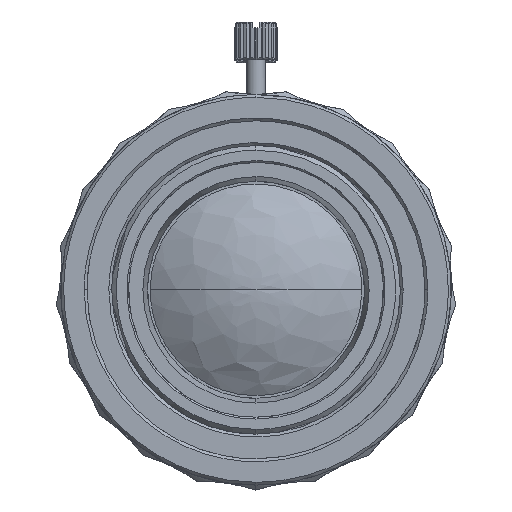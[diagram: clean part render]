
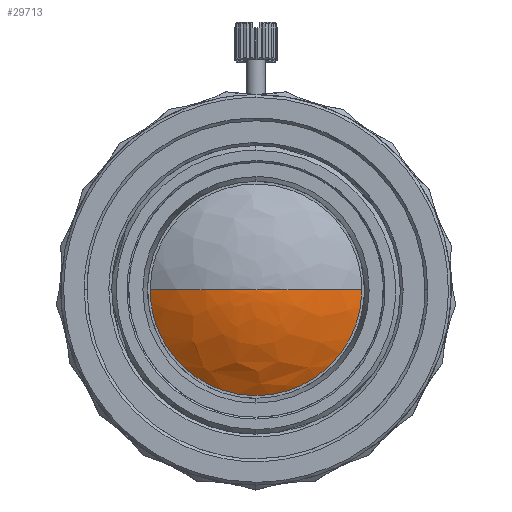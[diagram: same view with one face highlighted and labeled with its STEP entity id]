
A CAD part, left-side view. The second image highlights one B-rep face of the part: STEP entity #29713.
In plain terms, the highlighted free-form (B-spline) face has degree [3, 3] with [7, 4] control points.
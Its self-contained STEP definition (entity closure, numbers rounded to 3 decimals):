
#559 = VERTEX_POINT ( 'NONE', #33492 ) ;
#1089 = VERTEX_POINT ( 'NONE', #43687 ) ;
#1961 = CARTESIAN_POINT ( 'NONE',  ( -37.502, -11.284, 0. ) ) ;
#3738 = EDGE_CURVE ( 'NONE', #559, #57517, #5414, .T. ) ;
#4729 = CARTESIAN_POINT ( 'NONE',  ( -41.018, 0., 0. ) ) ;
#5414 =( BOUNDED_CURVE ( )  B_SPLINE_CURVE ( 3, ( #68128, #20078, #14754, #57879 ),
 .UNSPECIFIED., .F., .F. ) 
 B_SPLINE_CURVE_WITH_KNOTS ( ( 4, 4 ),
 ( 0.094, 1. ),
 .UNSPECIFIED. ) 
 CURVE ( )  GEOMETRIC_REPRESENTATION_ITEM ( )  RATIONAL_B_SPLINE_CURVE ( ( 0.991, 0.964, 0.967, 1. ) ) 
 REPRESENTATION_ITEM ( '' )  );
#6906 = CARTESIAN_POINT ( 'NONE',  ( -41.018, 4.029, -8.057 ) ) ;
#8294 = CARTESIAN_POINT ( 'NONE',  ( -39.829, 7.884, -15.769 ) ) ;
#9503 = EDGE_LOOP ( 'NONE', ( #37241, #21320, #17426 ) ) ;
#11854 = CARTESIAN_POINT ( 'NONE',  ( -41.018, 0., 0. ) ) ;
#12546 = CARTESIAN_POINT ( 'NONE',  ( -37.546, -11.219, 0. ) ) ;
#12895 = CARTESIAN_POINT ( 'NONE',  ( -41.018, 0., 0. ) ) ;
#14754 = CARTESIAN_POINT ( 'NONE',  ( -41.018, 4.029, 0. ) ) ;
#17426 = ORIENTED_EDGE ( 'NONE', *, *, #58679, .T. ) ;
#18905 = CARTESIAN_POINT ( 'NONE',  ( -37.479, -11.317, 0. ) ) ;
#19769 =( BOUNDED_CURVE ( )  B_SPLINE_CURVE ( 3, ( #48136, #26912, #31873, #31520 ),
 .UNSPECIFIED., .F., .F. ) 
 B_SPLINE_CURVE_WITH_KNOTS ( ( 4, 4 ),
 ( 0., 0.906 ),
 .UNSPECIFIED. ) 
 CURVE ( )  GEOMETRIC_REPRESENTATION_ITEM ( )  RATIONAL_B_SPLINE_CURVE ( ( 1., 0.967, 0.964, 0.991 ) ) 
 REPRESENTATION_ITEM ( '' )  );
#20078 = CARTESIAN_POINT ( 'NONE',  ( -39.829, 7.884, 0. ) ) ;
#21320 = ORIENTED_EDGE ( 'NONE', *, *, #3738, .T. ) ;
#23190 = CARTESIAN_POINT ( 'NONE',  ( -41.018, -4.029, 0. ) ) ;
#23519 = CARTESIAN_POINT ( 'NONE',  ( -41.018, 0., 0. ) ) ;
#26912 = CARTESIAN_POINT ( 'NONE',  ( -41.018, -4.029, 0. ) ) ;
#28814 = CARTESIAN_POINT ( 'NONE',  ( -37.524, 11.252, 0. ) ) ;
#29713 = ADVANCED_FACE ( 'NONE', ( #60284 ), #41139, .T. ) ;
#29865 = CARTESIAN_POINT ( 'NONE',  ( -37.546, 11.219, -22.439 ) ) ;
#31520 = CARTESIAN_POINT ( 'NONE',  ( -37.546, -11.219, 0. ) ) ;
#31873 = CARTESIAN_POINT ( 'NONE',  ( -39.829, -7.884, 0. ) ) ;
#31912 = EDGE_CURVE ( 'NONE', #1089, #559, #52483, .T. ) ;
#32904 = CARTESIAN_POINT ( 'NONE',  ( -37.546, -11.219, 0. ) ) ;
#33492 = CARTESIAN_POINT ( 'NONE',  ( -37.546, 11.219, 0. ) ) ;
#33768 = CARTESIAN_POINT ( 'NONE',  ( -39.829, 7.884, 0. ) ) ;
#34122 = CARTESIAN_POINT ( 'NONE',  ( -37.502, 11.284, -22.569 ) ) ;
#34464 = CARTESIAN_POINT ( 'NONE',  ( -41.018, 4.029, 0. ) ) ;
#37241 = ORIENTED_EDGE ( 'NONE', *, *, #31912, .T. ) ;
#38563 = CARTESIAN_POINT ( 'NONE',  ( -37.546, -11.219, -22.439 ) ) ;
#39085 = CARTESIAN_POINT ( 'NONE',  ( -39.829, -7.884, -15.769 ) ) ;
#40131 = CARTESIAN_POINT ( 'NONE',  ( -37.479, 11.317, -22.633 ) ) ;
#41139 =( BOUNDED_SURFACE ( )  B_SPLINE_SURFACE ( 3, 3, ( 
 ( #11854, #12895, #50722, #23519 ),
 ( #23190, #61321, #6906, #34464 ),
 ( #60970, #39085, #8294, #33768 ),
 ( #12546, #61673, #29865, #44756 ),
 ( #44402, #50380, #66268, #28814 ),
 ( #1961, #56019, #34122, #55338 ),
 ( #18905, #45109, #40131, #51424 ) ),
 .UNSPECIFIED., .F., .F., .F. ) 
 B_SPLINE_SURFACE_WITH_KNOTS ( ( 4, 3, 4 ),
 ( 4, 4 ),
 ( 0., 0.906, 0.915 ),
 ( 0., 1. ),
 .UNSPECIFIED. ) 
 GEOMETRIC_REPRESENTATION_ITEM ( )  RATIONAL_B_SPLINE_SURFACE ( (
 ( 1., 0.333, 0.333, 1.),
 ( 0.967, 0.322, 0.322, 0.967),
 ( 0.964, 0.321, 0.321, 0.964),
 ( 0.991, 0.33, 0.33, 0.991),
 ( 0.991, 0.33, 0.33, 0.991),
 ( 0.991, 0.33, 0.33, 0.991),
 ( 0.991, 0.33, 0.33, 0.991) ) ) 
 REPRESENTATION_ITEM ( '' )  SURFACE ( )  );
#43687 = CARTESIAN_POINT ( 'NONE',  ( -37.546, -11.219, 0. ) ) ;
#44402 = CARTESIAN_POINT ( 'NONE',  ( -37.524, -11.252, 0. ) ) ;
#44756 = CARTESIAN_POINT ( 'NONE',  ( -37.546, 11.219, 0. ) ) ;
#45109 = CARTESIAN_POINT ( 'NONE',  ( -37.479, -11.317, -22.633 ) ) ;
#48136 = CARTESIAN_POINT ( 'NONE',  ( -41.018, 0., 0. ) ) ;
#50380 = CARTESIAN_POINT ( 'NONE',  ( -37.524, -11.252, -22.504 ) ) ;
#50722 = CARTESIAN_POINT ( 'NONE',  ( -41.018, 0., 0. ) ) ;
#51424 = CARTESIAN_POINT ( 'NONE',  ( -37.479, 11.317, 0. ) ) ;
#52483 =( BOUNDED_CURVE ( )  B_SPLINE_CURVE ( 3, ( #32904, #38563, #65057, #60097 ),
 .UNSPECIFIED., .F., .F. ) 
 B_SPLINE_CURVE_WITH_KNOTS ( ( 4, 4 ),
 ( 0., 3.142 ),
 .UNSPECIFIED. ) 
 CURVE ( )  GEOMETRIC_REPRESENTATION_ITEM ( )  RATIONAL_B_SPLINE_CURVE ( ( 0.991, 0.33, 0.33, 0.991 ) ) 
 REPRESENTATION_ITEM ( '' )  );
#55338 = CARTESIAN_POINT ( 'NONE',  ( -37.502, 11.284, 0. ) ) ;
#56019 = CARTESIAN_POINT ( 'NONE',  ( -37.502, -11.284, -22.569 ) ) ;
#57517 = VERTEX_POINT ( 'NONE', #4729 ) ;
#57879 = CARTESIAN_POINT ( 'NONE',  ( -41.018, 0., 0. ) ) ;
#58679 = EDGE_CURVE ( 'NONE', #57517, #1089, #19769, .T. ) ;
#60097 = CARTESIAN_POINT ( 'NONE',  ( -37.546, 11.219, 0. ) ) ;
#60284 = FACE_OUTER_BOUND ( 'NONE', #9503, .T. ) ;
#60970 = CARTESIAN_POINT ( 'NONE',  ( -39.829, -7.884, 0. ) ) ;
#61321 = CARTESIAN_POINT ( 'NONE',  ( -41.018, -4.029, -8.057 ) ) ;
#61673 = CARTESIAN_POINT ( 'NONE',  ( -37.546, -11.219, -22.439 ) ) ;
#65057 = CARTESIAN_POINT ( 'NONE',  ( -37.546, 11.219, -22.439 ) ) ;
#66268 = CARTESIAN_POINT ( 'NONE',  ( -37.524, 11.252, -22.504 ) ) ;
#68128 = CARTESIAN_POINT ( 'NONE',  ( -37.546, 11.219, 0. ) ) ;
